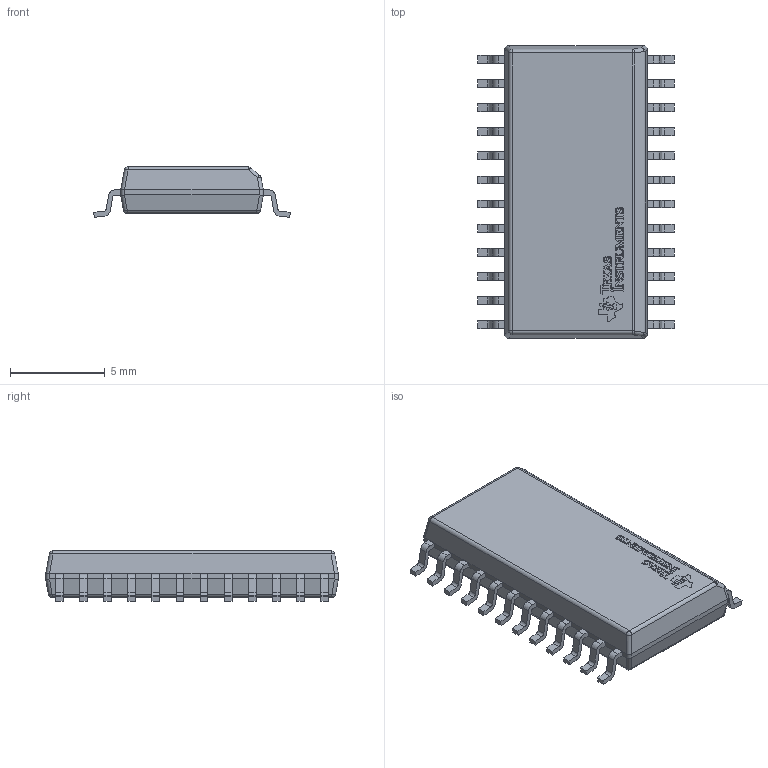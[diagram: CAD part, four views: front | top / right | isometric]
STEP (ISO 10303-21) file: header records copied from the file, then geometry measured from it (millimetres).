
FILE_DESCRIPTION(/* description */ (''),/* implementation_level */ '2;1');
FILE_NAME(/* name */ '1.stp',/* time_stamp */ '2019-10-20T15:07:11+02:00',/* author */ ('Karem'),/* organization */ (''),/* preprocessor_version */ 'ST-DEVELOPER v15.6',/* originating_system */ 'Autodesk Inventor 2015',/* authorisation */ '');
FILE_SCHEMA (('AUTOMOTIVE_DESIGN { 1 0 10303 214 3 1 1 }'));
Length unit declared in the file: millimetre
Products named in the file (5): BODY-SO; LEAD-SO; Texas Logo Yury; Texas Logo Yury - Copy; DW0024A
Bounding box: 10.34 x 15.4 x 2.65 mm (x, y, z)
Volume: 276.6 mm3; surface area: 400.9 mm2
Topology: 43 solids, 43 shells, 804 faces, 2124 edges, 1406 vertices
Faces by surface type: plane 509, bspline 166, cylinder 119, sphere 10
Entity records: 16600 total; most frequent: CARTESIAN_POINT 5326, ORIENTED_EDGE 2592, DIRECTION 1722, EDGE_CURVE 1296, LINE 902, VECTOR 902, VERTEX_POINT 854, EDGE_LOOP 486
